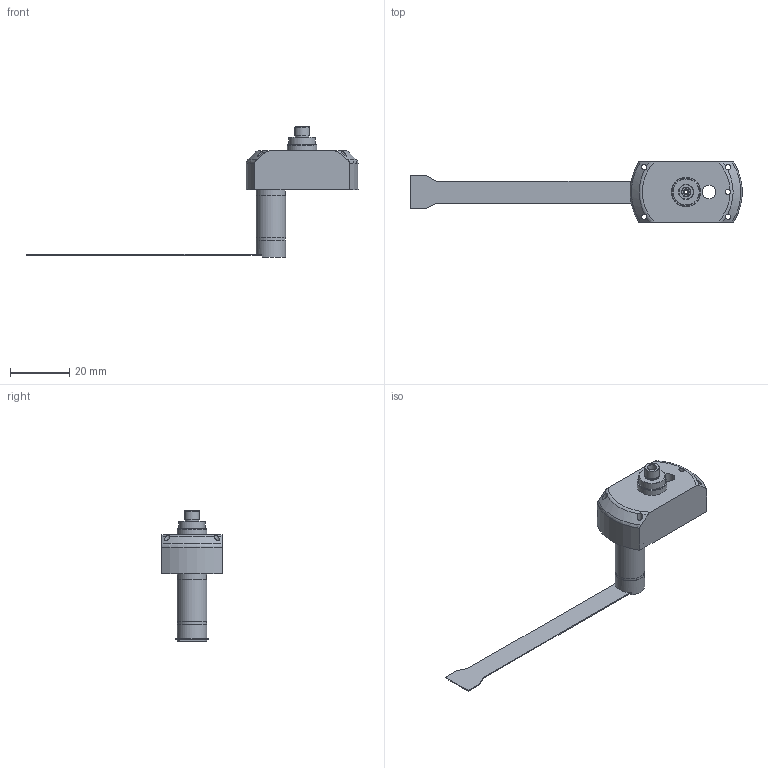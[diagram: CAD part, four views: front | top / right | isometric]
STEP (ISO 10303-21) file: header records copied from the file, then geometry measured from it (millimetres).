
FILE_DESCRIPTION(/* description */ (''),/* implementation_level */ '2;1');
FILE_NAME(/* name */ 'model_product_id31.stp',/* time_stamp */ '2016-07-19T10:16:09+02:00',/* author */ ('SD'),/* organization */ ('Micromotion GmbH Germany'),/* preprocessor_version */ 'ST-DEVELOPER v16.1',/* originating_system */ 'Autodesk Inventor 2016',/* authorisation */ '');
FILE_SCHEMA (('AUTOMOTIVE_DESIGN { 1 0 10303 214 3 1 1 }'));
Length unit declared in the file: millimetre
Products named in the file (1): MHD-10-160-IH-S-SPM0032_Shrinkwrap_3
Bounding box: 112.54 x 20.4 x 44.15 mm (x, y, z)
Volume: 9731.4 mm3; surface area: 7433.2 mm2
Topology: 16 solids, 16 shells, 473 faces, 1245 edges, 819 vertices
Faces by surface type: cylinder 223, plane 133, torus 56, cone 48, sphere 13
Full cylindrical faces by diameter (mm): 1 x1, 1.2 x1, 1.8 x5, 1.95 x1, 2.1 x1, 2.4 x2, 2.5 x2, 2.8 x1, 3 x5, 3.2 x9, 3.5 x1, 4.4 x1, 4.5 x2, 4.6 x2, 5 x4, 5.2 x1, 5.5 x1, 5.978 x2, 6 x2, 6.2 x1, 7.022 x2, 8 x2, 8.4 x1, 9 x1, 9.9 x2, 10 x4, 11 x1
Entity records: 14913 total; most frequent: CARTESIAN_POINT 2998, DIRECTION 2555, ORIENTED_EDGE 2196, AXIS2_PLACEMENT_3D 1094, EDGE_CURVE 1072, VERTEX_POINT 759, EDGE_LOOP 645, CIRCLE 620
